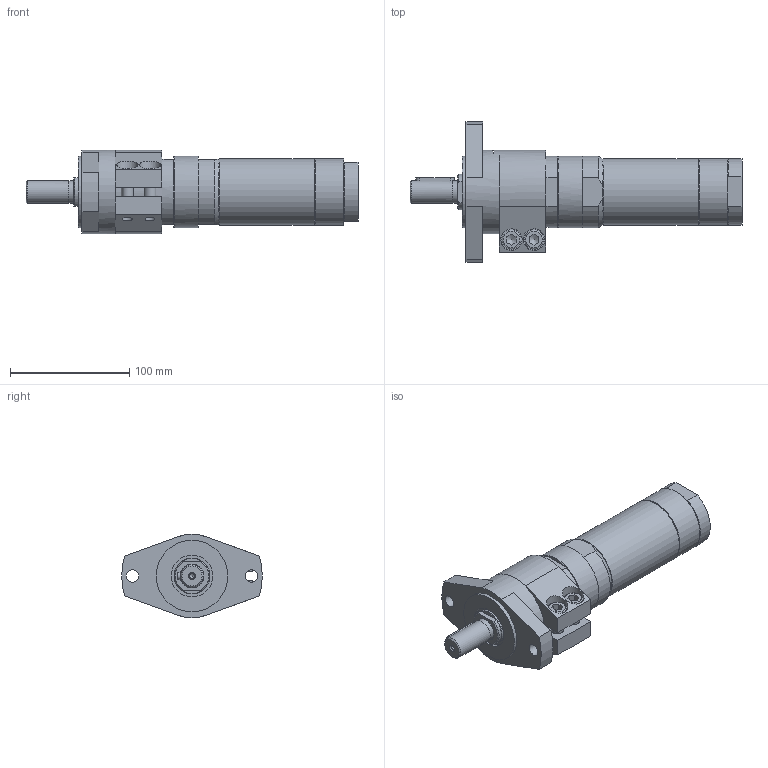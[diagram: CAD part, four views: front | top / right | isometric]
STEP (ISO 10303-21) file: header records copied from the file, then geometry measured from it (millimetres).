
FILE_DESCRIPTION(/* description */ (''),/* implementation_level */ '2;1');
FILE_NAME(/* name */ 'MRD 55-105 F100_60031937.stp',/* time_stamp */ '2018-11-21T16:13:32+01:00',/* author */ ('flambert'),/* organization */ (''),/* preprocessor_version */ 'ST-DEVELOPER v17',/* originating_system */ 'Autodesk Inventor 2018',/* authorisation */ '');
FILE_SCHEMA (('AUTOMOTIVE_DESIGN { 1 0 10303 214 3 1 1 }'));
Length unit declared in the file: millimetre
Products named in the file (1): MRD 55-105 F100_60031937
Bounding box: 278.7 x 118 x 70 mm (x, y, z)
Volume: 748783.4 mm3; surface area: 82202.6 mm2
Topology: 1 solids, 7 shells, 285 faces, 760 edges, 514 vertices
Faces by surface type: plane 166, cylinder 64, cone 37, torus 9, bspline 7, sphere 2
Full cylindrical faces by diameter (mm): 1.55 x2, 3.6 x1, 4 x2, 4.134 x1, 5 x1, 5.5 x1, 8.376 x2, 10 x2, 10.3 x2, 10.5 x2, 11.445 x1, 14.95 x1, 16 x2, 18 x2, 18.8 x1, 19 x1, 29.95 x1, 35 x1, 36.5 x1, 40 x1, 48.178 x2, 48.376 x2, 55.178 x1, 56 x2, 60 x2, 70 x1
Entity records: 9542 total; most frequent: CARTESIAN_POINT 1876, DIRECTION 1539, ORIENTED_EDGE 1512, EDGE_CURVE 756, AXIS2_PLACEMENT_3D 576, VERTEX_POINT 514, LINE 387, VECTOR 387
